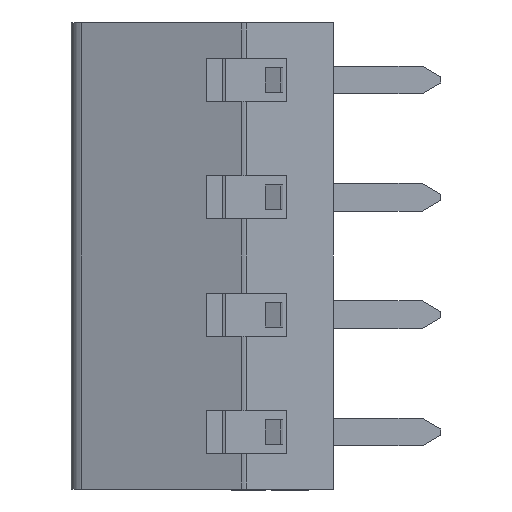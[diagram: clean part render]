
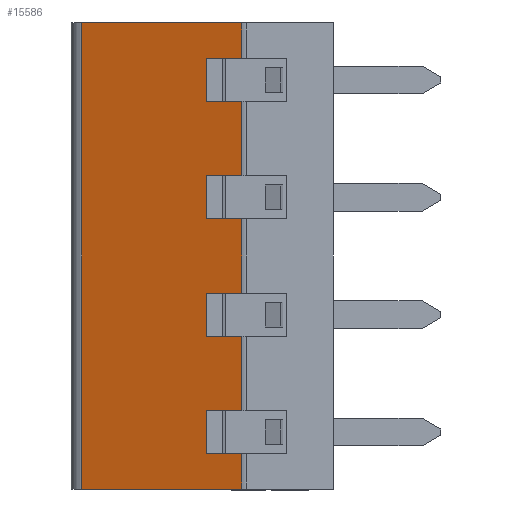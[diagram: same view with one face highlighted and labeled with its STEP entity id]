
A CAD part, left-side view. The second image highlights one B-rep face of the part: STEP entity #15586.
In plain terms, the highlighted planar face has unit normal (-0.951, 0.309, 0).
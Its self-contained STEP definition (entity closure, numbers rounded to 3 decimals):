
#1370=DIRECTION('',(0.,0.,1.));
#1371=VECTOR('',#1370,1.15);
#1372=CARTESIAN_POINT('',(-3.676,2.955,0.7));
#1373=LINE('',#1372,#1371);
#1412=DIRECTION('',(0.,0.,1.));
#1413=VECTOR('',#1412,2.41);
#1414=CARTESIAN_POINT('',(-3.676,2.955,-3.11));
#1415=LINE('',#1414,#1413);
#1454=DIRECTION('',(0.,0.,1.));
#1455=VECTOR('',#1454,2.41);
#1456=CARTESIAN_POINT('',(-3.676,2.955,-6.92));
#1457=LINE('',#1456,#1455);
#1496=DIRECTION('',(0.,0.,1.));
#1497=VECTOR('',#1496,2.41);
#1498=CARTESIAN_POINT('',(-3.676,2.955,-10.73));
#1499=LINE('',#1498,#1497);
#1538=DIRECTION('',(0.,0.,1.));
#1539=VECTOR('',#1538,1.15);
#1540=CARTESIAN_POINT('',(-3.676,2.955,-13.28));
#1541=LINE('',#1540,#1539);
#1542=DIRECTION('',(-0.309,-0.951,0.));
#1543=VECTOR('',#1542,5.468);
#1544=CARTESIAN_POINT('',(-1.986,8.155,-13.28));
#1545=LINE('',#1544,#1543);
#1546=DIRECTION('',(0.,0.,1.));
#1547=VECTOR('',#1546,15.13);
#1548=CARTESIAN_POINT('',(-1.986,8.155,-13.28));
#1549=LINE('',#1548,#1547);
#1550=DIRECTION('',(-0.309,-0.951,0.));
#1551=VECTOR('',#1550,5.468);
#1552=CARTESIAN_POINT('',(-1.986,8.155,1.85));
#1553=LINE('',#1552,#1551);
#1554=DIRECTION('',(0.309,0.951,0.));
#1555=VECTOR('',#1554,1.215);
#1556=CARTESIAN_POINT('',(-3.676,2.955,0.7));
#1557=LINE('',#1556,#1555);
#1558=DIRECTION('',(0.,0.,1.));
#1559=VECTOR('',#1558,1.4);
#1560=CARTESIAN_POINT('',(-3.3,4.11,-0.7));
#1561=LINE('',#1560,#1559);
#1562=DIRECTION('',(0.309,0.951,0.));
#1563=VECTOR('',#1562,1.215);
#1564=CARTESIAN_POINT('',(-3.676,2.955,-0.7));
#1565=LINE('',#1564,#1563);
#1566=DIRECTION('',(0.309,0.951,0.));
#1567=VECTOR('',#1566,1.215);
#1568=CARTESIAN_POINT('',(-3.676,2.955,-3.11));
#1569=LINE('',#1568,#1567);
#1570=DIRECTION('',(0.,0.,1.));
#1571=VECTOR('',#1570,1.4);
#1572=CARTESIAN_POINT('',(-3.3,4.11,-4.51));
#1573=LINE('',#1572,#1571);
#1574=DIRECTION('',(0.309,0.951,0.));
#1575=VECTOR('',#1574,1.215);
#1576=CARTESIAN_POINT('',(-3.676,2.955,-4.51));
#1577=LINE('',#1576,#1575);
#1578=DIRECTION('',(0.309,0.951,0.));
#1579=VECTOR('',#1578,1.215);
#1580=CARTESIAN_POINT('',(-3.676,2.955,-6.92));
#1581=LINE('',#1580,#1579);
#1582=DIRECTION('',(0.,0.,1.));
#1583=VECTOR('',#1582,1.4);
#1584=CARTESIAN_POINT('',(-3.3,4.11,-8.32));
#1585=LINE('',#1584,#1583);
#1586=DIRECTION('',(0.309,0.951,0.));
#1587=VECTOR('',#1586,1.215);
#1588=CARTESIAN_POINT('',(-3.676,2.955,-8.32));
#1589=LINE('',#1588,#1587);
#1590=DIRECTION('',(0.309,0.951,0.));
#1591=VECTOR('',#1590,1.215);
#1592=CARTESIAN_POINT('',(-3.676,2.955,-10.73));
#1593=LINE('',#1592,#1591);
#1594=DIRECTION('',(0.,0.,1.));
#1595=VECTOR('',#1594,1.4);
#1596=CARTESIAN_POINT('',(-3.3,4.11,-12.13));
#1597=LINE('',#1596,#1595);
#1598=DIRECTION('',(0.309,0.951,0.));
#1599=VECTOR('',#1598,1.215);
#1600=CARTESIAN_POINT('',(-3.676,2.955,-12.13));
#1601=LINE('',#1600,#1599);
#11215=CARTESIAN_POINT('',(-3.3,4.11,-0.7));
#11216=VERTEX_POINT('',#11215);
#11217=CARTESIAN_POINT('',(-3.3,4.11,0.7));
#11218=VERTEX_POINT('',#11217);
#11311=CARTESIAN_POINT('',(-3.676,2.955,-0.7));
#11312=VERTEX_POINT('',#11311);
#11313=CARTESIAN_POINT('',(-3.676,2.955,0.7));
#11314=VERTEX_POINT('',#11313);
#11327=CARTESIAN_POINT('',(-1.986,8.155,1.85));
#11328=VERTEX_POINT('',#11327);
#11329=CARTESIAN_POINT('',(-3.676,2.955,1.85));
#11330=VERTEX_POINT('',#11329);
#11343=CARTESIAN_POINT('',(-1.986,8.155,-13.28));
#11344=VERTEX_POINT('',#11343);
#11345=CARTESIAN_POINT('',(-3.676,2.955,-13.28));
#11346=VERTEX_POINT('',#11345);
#11427=CARTESIAN_POINT('',(-3.676,2.955,-4.51));
#11428=CARTESIAN_POINT('',(-3.3,4.11,-4.51));
#11429=VERTEX_POINT('',#11427);
#11430=VERTEX_POINT('',#11428);
#11431=CARTESIAN_POINT('',(-3.3,4.11,-3.11));
#11432=VERTEX_POINT('',#11431);
#11433=CARTESIAN_POINT('',(-3.676,2.955,-3.11));
#11434=VERTEX_POINT('',#11433);
#11552=CARTESIAN_POINT('',(-3.676,2.955,-8.32));
#11553=CARTESIAN_POINT('',(-3.3,4.11,-8.32));
#11554=VERTEX_POINT('',#11552);
#11555=VERTEX_POINT('',#11553);
#11556=CARTESIAN_POINT('',(-3.3,4.11,-6.92));
#11557=VERTEX_POINT('',#11556);
#11558=CARTESIAN_POINT('',(-3.676,2.955,-6.92));
#11559=VERTEX_POINT('',#11558);
#11683=CARTESIAN_POINT('',(-3.676,2.955,-12.13));
#11684=CARTESIAN_POINT('',(-3.3,4.11,-12.13));
#11685=VERTEX_POINT('',#11683);
#11686=VERTEX_POINT('',#11684);
#11687=CARTESIAN_POINT('',(-3.3,4.11,-10.73));
#11688=VERTEX_POINT('',#11687);
#11689=CARTESIAN_POINT('',(-3.676,2.955,-10.73));
#11690=VERTEX_POINT('',#11689);
#15554=CARTESIAN_POINT('',(-1.986,8.155,-1.905));
#15555=DIRECTION('',(-0.951,0.309,0.));
#15556=DIRECTION('',(-0.309,-0.951,0.));
#15557=AXIS2_PLACEMENT_3D('',#15554,#15555,#15556);
#15558=PLANE('',#15557);
#15559=ORIENTED_EDGE('',*,*,#14354,.F.);
#15561=ORIENTED_EDGE('',*,*,#15560,.T.);
#15562=ORIENTED_EDGE('',*,*,#14921,.T.);
#15563=ORIENTED_EDGE('',*,*,#15186,.F.);
#15564=ORIENTED_EDGE('',*,*,#15202,.T.);
#15566=ORIENTED_EDGE('',*,*,#15565,.F.);
#15567=ORIENTED_EDGE('',*,*,#15259,.F.);
#15568=ORIENTED_EDGE('',*,*,#15275,.F.);
#15569=ORIENTED_EDGE('',*,*,#15293,.T.);
#15571=ORIENTED_EDGE('',*,*,#15570,.F.);
#15572=ORIENTED_EDGE('',*,*,#15350,.F.);
#15573=ORIENTED_EDGE('',*,*,#15366,.F.);
#15574=ORIENTED_EDGE('',*,*,#15384,.T.);
#15576=ORIENTED_EDGE('',*,*,#15575,.F.);
#15577=ORIENTED_EDGE('',*,*,#15441,.F.);
#15578=ORIENTED_EDGE('',*,*,#15457,.F.);
#15579=ORIENTED_EDGE('',*,*,#15475,.T.);
#15581=ORIENTED_EDGE('',*,*,#15580,.F.);
#15582=ORIENTED_EDGE('',*,*,#15532,.F.);
#15583=ORIENTED_EDGE('',*,*,#15547,.F.);
#15584=EDGE_LOOP('',(#15559,#15561,#15562,#15563,#15564,#15566,#15567,#15568,
#15569,#15571,#15572,#15573,#15574,#15576,#15577,#15578,#15579,#15581,#15582,
#15583));
#15585=FACE_OUTER_BOUND('',#15584,.F.);
#15586=ADVANCED_FACE('',(#15585),#15558,.T.);
#14354=EDGE_CURVE('',#11344,#11346,#1545,.T.);
#14921=EDGE_CURVE('',#11328,#11330,#1553,.T.);
#15186=EDGE_CURVE('',#11314,#11330,#1373,.T.);
#15202=EDGE_CURVE('',#11314,#11218,#1557,.T.);
#15259=EDGE_CURVE('',#11312,#11216,#1565,.T.);
#15275=EDGE_CURVE('',#11434,#11312,#1415,.T.);
#15293=EDGE_CURVE('',#11434,#11432,#1569,.T.);
#15350=EDGE_CURVE('',#11429,#11430,#1577,.T.);
#15366=EDGE_CURVE('',#11559,#11429,#1457,.T.);
#15384=EDGE_CURVE('',#11559,#11557,#1581,.T.);
#15441=EDGE_CURVE('',#11554,#11555,#1589,.T.);
#15457=EDGE_CURVE('',#11690,#11554,#1499,.T.);
#15475=EDGE_CURVE('',#11690,#11688,#1593,.T.);
#15532=EDGE_CURVE('',#11685,#11686,#1601,.T.);
#15547=EDGE_CURVE('',#11346,#11685,#1541,.T.);
#15560=EDGE_CURVE('',#11344,#11328,#1549,.T.);
#15565=EDGE_CURVE('',#11216,#11218,#1561,.T.);
#15570=EDGE_CURVE('',#11430,#11432,#1573,.T.);
#15575=EDGE_CURVE('',#11555,#11557,#1585,.T.);
#15580=EDGE_CURVE('',#11686,#11688,#1597,.T.);
